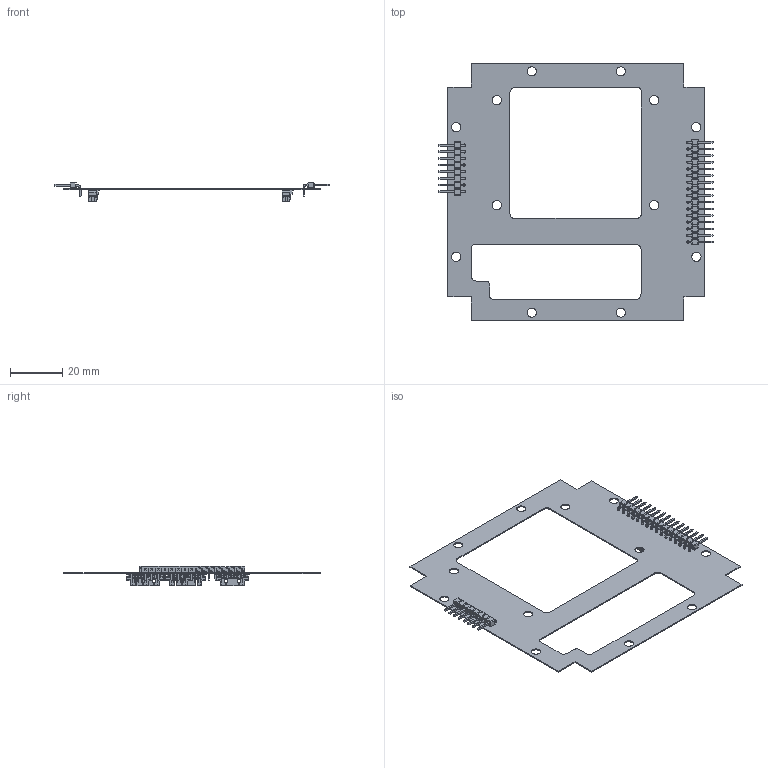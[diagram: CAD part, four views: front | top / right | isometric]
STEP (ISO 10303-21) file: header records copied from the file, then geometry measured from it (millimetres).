
FILE_DESCRIPTION(('Open CASCADE Model'),'2;1');
FILE_NAME('Open CASCADE Shape Model','2021-03-19T23:05:55',('Author'),( 'Open CASCADE'),'Open CASCADE STEP processor 6.8','Open CASCADE 6.8' ,'Unknown');
FILE_SCHEMA(('AUTOMOTIVE_DESIGN { 1 0 10303 214 1 1 1 1 }'));
Length unit declared in the file: millimetre
Products named in the file (15): PCB; Boardinterface_board_1u; P2interface_board_1u; 7731511816lf; Charginginterface_board_1u; User_Library-molex_5339853398-0471; EPSinterface_board_1u; User_Library-molex_5339853398-0671; OBDHinterface_board_1u; RBFinterface_board_1u; TTCinterface_board_1u; P1interface_board_1u; User_Library-Header_Male_RA_Low_8Pin; User_Library-Header_Male_RA_Low_8Pin_BodyArray; User_Library-Header_Male_RA_Low_8Pin_PinArray
Assembly tree (17 placements, depth 4):
  PCB
    Boardinterface_board_1u
    P2interface_board_1u
      7731511816lf
    Charginginterface_board_1u
      User_Library-molex_5339853398-0471
    EPSinterface_board_1u
      User_Library-molex_5339853398-0671
    OBDHinterface_board_1u
      User_Library-molex_5339853398-0671
    RBFinterface_board_1u
      User_Library-molex_5339853398-0471
    TTCinterface_board_1u
      User_Library-molex_5339853398-0671
    P1interface_board_1u
      User_Library-Header_Male_RA_Low_8Pin
        User_Library-Header_Male_RA_Low_8Pin_BodyArray
        User_Library-Header_Male_RA_Low_8Pin_PinArray
Bounding box: 104.91 x 97.99 x 7.63 mm (x, y, z)
Volume: 3023.8 mm3; surface area: 14119 mm2
Topology: 33 solids, 33 shells, 2508 faces, 6320 edges, 4030 vertices
Faces by surface type: plane 2213, cylinder 295
Full cylindrical faces by diameter (mm): 0.9 x24, 3.5 x12
Entity records: 54844 total; most frequent: CARTESIAN_POINT 8432, ORIENTED_EDGE 8268, DIRECTION 8084, EDGE_CURVE 4134, LINE 3580, VECTOR 3580, VERTEX_POINT 2600, AXIS2_PLACEMENT_3D 2252
